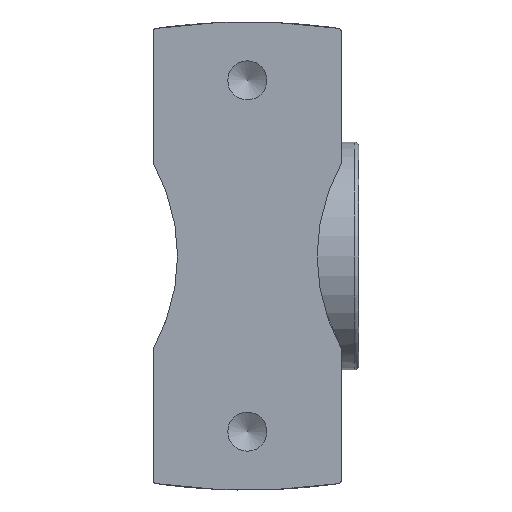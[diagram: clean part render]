
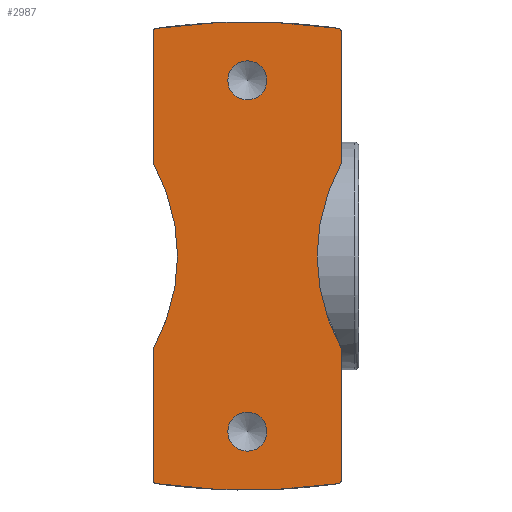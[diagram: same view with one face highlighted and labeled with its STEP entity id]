
A CAD part, front view. The second image highlights one B-rep face of the part: STEP entity #2987.
In plain terms, the highlighted face is planar.
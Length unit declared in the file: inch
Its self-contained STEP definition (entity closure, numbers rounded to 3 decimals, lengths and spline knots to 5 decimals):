
#886=VECTOR('',#3549,1.);
#896=VECTOR('',#3653,1.);
#958=LINE('',#6524,#886);
#968=LINE('',#7552,#896);
#1026=PLANE('',#3220);
#1055=CIRCLE('',#3095,0.2085);
#1057=CIRCLE('',#3099,0.2085);
#1078=CIRCLE('',#3130,6.9071);
#1097=CIRCLE('',#3159,0.035);
#1127=CIRCLE('',#3206,0.035);
#1128=CIRCLE('',#3209,2.);
#1129=CIRCLE('',#3213,0.035);
#1131=CIRCLE('',#3219,0.035);
#1132=CIRCLE('',#3221,2.);
#1133=CIRCLE('',#3222,6.9071);
#1238=VERTEX_POINT('',#4272);
#1241=VERTEX_POINT('',#4279);
#1267=VERTEX_POINT('',#6162);
#1268=VERTEX_POINT('',#6164);
#1283=VERTEX_POINT('',#6523);
#1284=VERTEX_POINT('',#6525);
#1316=VERTEX_POINT('',#7547);
#1317=VERTEX_POINT('',#7551);
#1318=VERTEX_POINT('',#7555);
#1320=VERTEX_POINT('',#7562);
#1321=VERTEX_POINT('',#7565);
#1322=VERTEX_POINT('',#7842);
#1323=VERTEX_POINT('',#7844);
#1324=VERTEX_POINT('',#7847);
#1534=EDGE_CURVE('',#1238,#1238,#1055,.T.);
#1536=EDGE_CURVE('',#1241,#1241,#1057,.T.);
#1582=EDGE_CURVE('',#1268,#1267,#1078,.T.);
#1613=EDGE_CURVE('',#1284,#1283,#958,.T.);
#1615=EDGE_CURVE('',#1268,#1283,#1097,.T.);
#1670=EDGE_CURVE('',#1316,#1267,#1127,.T.);
#1672=EDGE_CURVE('',#1317,#1316,#968,.T.);
#1674=EDGE_CURVE('',#1317,#1318,#1128,.T.);
#1678=EDGE_CURVE('',#1320,#1318,#968,.T.);
#1680=EDGE_CURVE('',#1321,#1320,#1129,.T.);
#1687=EDGE_CURVE('',#1322,#1323,#1131,.T.);
#1690=EDGE_CURVE('',#1322,#1324,#958,.T.);
#1691=EDGE_CURVE('',#1324,#1284,#1132,.T.);
#1692=EDGE_CURVE('',#1321,#1323,#1133,.T.);
#2148=ORIENTED_EDGE('',*,*,#1534,.T.);
#2149=ORIENTED_EDGE('',*,*,#1536,.T.);
#2150=ORIENTED_EDGE('',*,*,#1687,.F.);
#2151=ORIENTED_EDGE('',*,*,#1690,.T.);
#2152=ORIENTED_EDGE('',*,*,#1691,.T.);
#2153=ORIENTED_EDGE('',*,*,#1613,.T.);
#2154=ORIENTED_EDGE('',*,*,#1615,.F.);
#2155=ORIENTED_EDGE('',*,*,#1582,.T.);
#2156=ORIENTED_EDGE('',*,*,#1670,.F.);
#2157=ORIENTED_EDGE('',*,*,#1672,.F.);
#2158=ORIENTED_EDGE('',*,*,#1674,.T.);
#2159=ORIENTED_EDGE('',*,*,#1678,.F.);
#2160=ORIENTED_EDGE('',*,*,#1680,.F.);
#2161=ORIENTED_EDGE('',*,*,#1692,.T.);
#2551=EDGE_LOOP('',(#2148));
#2552=EDGE_LOOP('',(#2149));
#2553=EDGE_LOOP('',(#2150,#2151,#2152,#2153,#2154,#2155,#2156,#2157,#2158,
#2159,#2160,#2161));
#2768=FACE_BOUND('',#2551,.T.);
#2769=FACE_BOUND('',#2552,.T.);
#2770=FACE_BOUND('',#2553,.T.);
#2987=ADVANCED_FACE('',(#2768,#2769,#2770),#1026,.F.);
#3095=AXIS2_PLACEMENT_3D('',#4271,#3422,#3423);
#3099=AXIS2_PLACEMENT_3D('',#4278,#3430,#3431);
#3130=AXIS2_PLACEMENT_3D('',#6163,#3492,#3493);
#3159=AXIS2_PLACEMENT_3D('',#6528,#3553,#3554);
#3206=AXIS2_PLACEMENT_3D('',#7548,#3649,#3650);
#3209=AXIS2_PLACEMENT_3D('',#7556,#3657,#3658);
#3213=AXIS2_PLACEMENT_3D('',#7566,#3667,#3668);
#3219=AXIS2_PLACEMENT_3D('',#7843,#3680,#3681);
#3220=AXIS2_PLACEMENT_3D('',#7848,#3684,$);
#3221=AXIS2_PLACEMENT_3D('',#7849,#3685,#3686);
#3222=AXIS2_PLACEMENT_3D('',#7850,#3687,#3688);
#3422=DIRECTION('',(0.,0.,1.));
#3423=DIRECTION('',(0.209,0.,0.));
#3430=DIRECTION('',(0.,0.,1.));
#3431=DIRECTION('',(0.209,0.,0.));
#3492=DIRECTION('',(0.,0.,-1.));
#3493=DIRECTION('',(6.907,0.,0.));
#3549=DIRECTION('',(0.,-1.,0.));
#3553=DIRECTION('',(0.,0.,1.));
#3554=DIRECTION('',(0.026,-0.023,0.));
#3649=DIRECTION('',(0.,0.,1.));
#3650=DIRECTION('',(-0.026,-0.023,0.));
#3653=DIRECTION('',(0.,-1.,0.));
#3657=DIRECTION('',(0.,0.,1.));
#3658=DIRECTION('',(-2.,0.,0.));
#3667=DIRECTION('',(0.,0.,1.));
#3668=DIRECTION('',(-0.026,0.023,0.));
#3680=DIRECTION('',(0.,0.,1.));
#3681=DIRECTION('',(0.026,0.023,0.));
#3684=DIRECTION('',(0.,0.,1.));
#3685=DIRECTION('',(0.,0.,1.));
#3686=DIRECTION('',(2.,0.,0.));
#3687=DIRECTION('',(0.,0.,-1.));
#3688=DIRECTION('',(-6.907,0.,0.));
#4271=CARTESIAN_POINT('',(0.,-1.87598,0.));
#4272=CARTESIAN_POINT('',(0.2085,-1.87598,0.));
#4278=CARTESIAN_POINT('',(0.,1.87598,0.));
#4279=CARTESIAN_POINT('',(0.2085,1.87598,0.));
#6162=CARTESIAN_POINT('',(-0.97387,-2.431,0.));
#6163=CARTESIAN_POINT('',(0.,4.4071,0.));
#6164=CARTESIAN_POINT('',(0.97387,-2.431,0.));
#6523=CARTESIAN_POINT('',(1.00394,-2.39635,0.));
#6524=CARTESIAN_POINT('',(1.00394,2.42665,0.));
#6525=CARTESIAN_POINT('',(1.00394,-0.98425,0.));
#6528=CARTESIAN_POINT('',(0.96894,-2.39635,0.));
#7547=CARTESIAN_POINT('',(-1.00394,-2.39635,0.));
#7548=CARTESIAN_POINT('',(-0.96894,-2.39635,0.));
#7551=CARTESIAN_POINT('',(-1.00394,-0.98425,0.));
#7552=CARTESIAN_POINT('',(-1.00394,2.42665,0.));
#7555=CARTESIAN_POINT('',(-1.00394,0.98425,0.));
#7556=CARTESIAN_POINT('',(-2.74498,0.,0.));
#7562=CARTESIAN_POINT('',(-1.00394,2.39635,0.));
#7565=CARTESIAN_POINT('',(-0.97387,2.431,0.));
#7566=CARTESIAN_POINT('',(-0.96894,2.39635,0.));
#7842=CARTESIAN_POINT('',(1.00394,2.39635,0.));
#7843=CARTESIAN_POINT('',(0.96894,2.39635,0.));
#7844=CARTESIAN_POINT('',(0.97387,2.431,0.));
#7847=CARTESIAN_POINT('',(1.00394,0.98425,0.));
#7848=CARTESIAN_POINT('',(0.49678,1.23409,0.));
#7849=CARTESIAN_POINT('',(2.74498,0.,0.));
#7850=CARTESIAN_POINT('',(0.,-4.4071,0.));
